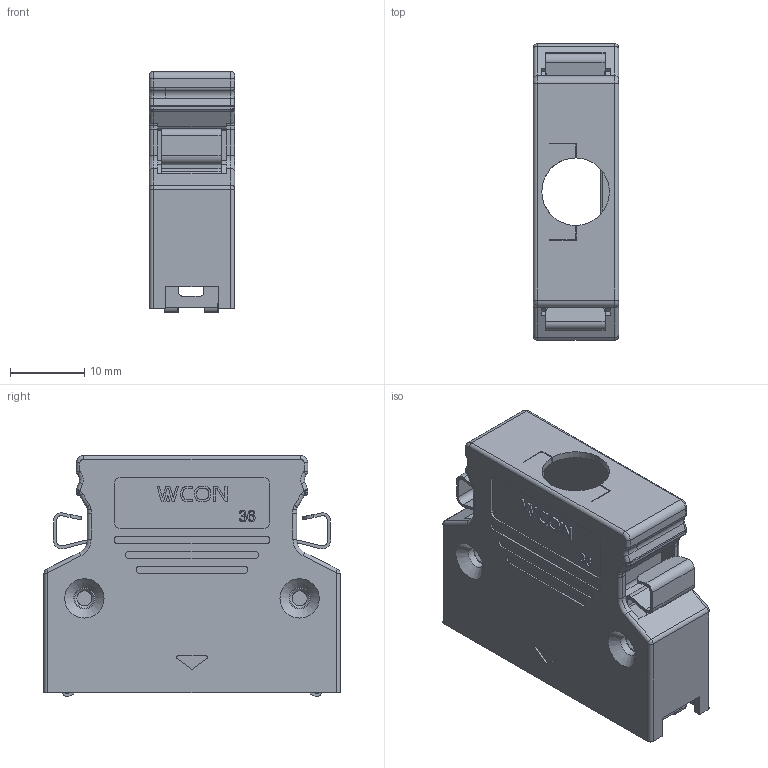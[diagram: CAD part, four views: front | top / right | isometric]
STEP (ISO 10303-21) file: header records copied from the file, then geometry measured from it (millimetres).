
FILE_DESCRIPTION( ('This file contains a STEP AP42 implementation' ,'as created by ZW3D STEP Interface translator.') ,'2;1' );
FILE_NAME( '6328M-036S00M001W.stp' ,'2311 7.134844', (''), ('ZWCAD Software Co.'), 'Version 1.0', 'ZW3D to STEP translator', '' );
FILE_SCHEMA(('AUTOMOTIVE_DESIGN { 1 0 10303 214 1 1 1 1 }'));
Length unit declared in the file: millimetre
Products named in the file (1): 0
Bounding box: 11.5 x 39.9 x 32.47 mm (x, y, z)
Volume: 3865.7 mm3; surface area: 8561.1 mm2
Topology: 1 solids, 1 shells, 891 faces, 2413 edges, 1556 vertices
Faces by surface type: plane 428, cylinder 291, bspline 156, cone 16
Full cylindrical faces by diameter (mm): 1.6 x2, 2.05 x34, 2.9 x2
Entity records: 35693 total; most frequent: CARTESIAN_POINT 12877, ORIENTED_EDGE 4818, DIRECTION 4312, EDGE_CURVE 2409, VERTEX_POINT 1556, VECTOR 1540, LINE 1540, AXIS2_PLACEMENT_3D 1386
